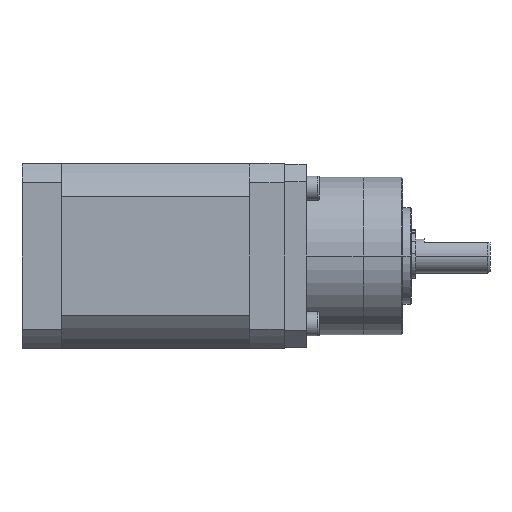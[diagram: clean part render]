
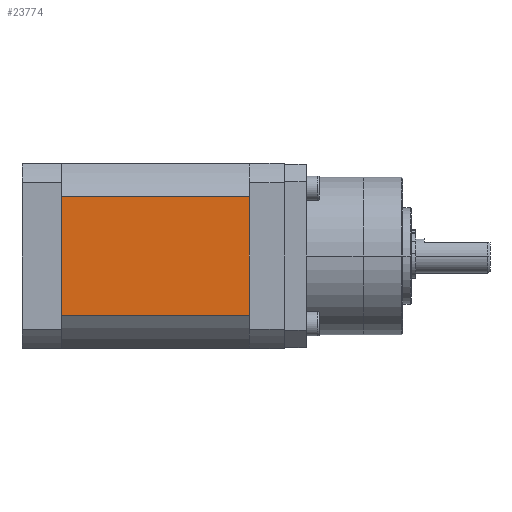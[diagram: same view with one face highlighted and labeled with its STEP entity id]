
A CAD part, left-side view. The second image highlights one B-rep face of the part: STEP entity #23774.
In plain terms, the highlighted planar face has unit normal (-1, 0, 0).
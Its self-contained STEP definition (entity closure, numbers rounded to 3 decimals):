
#449 = DIRECTION ( 'NONE',  ( 0., -1., 0. ) ) ;
#1375 = VERTEX_POINT ( 'NONE', #7085 ) ;
#1605 = CARTESIAN_POINT ( 'NONE',  ( -21.15, 0., -13.516 ) ) ;
#2387 = ORIENTED_EDGE ( 'NONE', *, *, #6044, .F. ) ;
#2619 = DIRECTION ( 'NONE',  ( 0., 0., -1. ) ) ;
#2908 = CARTESIAN_POINT ( 'NONE',  ( -21.15, 43., 21.15 ) ) ;
#4040 = CARTESIAN_POINT ( 'NONE',  ( -21.15, 0., 13.516 ) ) ;
#4512 = VERTEX_POINT ( 'NONE', #19773 ) ;
#5013 = LINE ( 'NONE', #2908, #14831 ) ;
#5915 = VECTOR ( 'NONE', #7070, 1000. ) ;
#6044 = EDGE_CURVE ( 'NONE', #7052, #1375, #19374, .T. ) ;
#6537 = VECTOR ( 'NONE', #7523, 1000. ) ;
#7052 = VERTEX_POINT ( 'NONE', #10040 ) ;
#7070 = DIRECTION ( 'NONE',  ( 0., 1., 0. ) ) ;
#7085 = CARTESIAN_POINT ( 'NONE',  ( -21.15, 0., 13.516 ) ) ;
#7423 = ORIENTED_EDGE ( 'NONE', *, *, #14275, .T. ) ;
#7523 = DIRECTION ( 'NONE',  ( 0., 0., 1. ) ) ;
#8426 = DIRECTION ( 'NONE',  ( 1., 0., 0. ) ) ;
#8791 = EDGE_CURVE ( 'NONE', #10882, #7052, #5013, .T. ) ;
#10040 = CARTESIAN_POINT ( 'NONE',  ( -21.15, 43., 13.516 ) ) ;
#10790 = ORIENTED_EDGE ( 'NONE', *, *, #11213, .F. ) ;
#10882 = VERTEX_POINT ( 'NONE', #19185 ) ;
#11015 = LINE ( 'NONE', #1605, #5915 ) ;
#11213 = EDGE_CURVE ( 'NONE', #4512, #10882, #11015, .T. ) ;
#11743 = AXIS2_PLACEMENT_3D ( 'NONE', #19930, #8426, #2619 ) ;
#14275 = EDGE_CURVE ( 'NONE', #4512, #1375, #20865, .T. ) ;
#14285 = EDGE_LOOP ( 'NONE', ( #10790, #7423, #2387, #23170 ) ) ;
#14831 = VECTOR ( 'NONE', #18122, 1000. ) ;
#15487 = VECTOR ( 'NONE', #449, 1000. ) ;
#18122 = DIRECTION ( 'NONE',  ( 0., 0., 1. ) ) ;
#19185 = CARTESIAN_POINT ( 'NONE',  ( -21.15, 43., -13.516 ) ) ;
#19374 = LINE ( 'NONE', #4040, #15487 ) ;
#19773 = CARTESIAN_POINT ( 'NONE',  ( -21.15, 0., -13.516 ) ) ;
#19811 = FACE_OUTER_BOUND ( 'NONE', #14285, .T. ) ;
#19930 = CARTESIAN_POINT ( 'NONE',  ( -21.15, 43., 21.15 ) ) ;
#20865 = LINE ( 'NONE', #24462, #6537 ) ;
#21542 = PLANE ( 'NONE',  #11743 ) ;
#23170 = ORIENTED_EDGE ( 'NONE', *, *, #8791, .F. ) ;
#23774 = ADVANCED_FACE ( 'NONE', ( #19811 ), #21542, .F. ) ;
#24462 = CARTESIAN_POINT ( 'NONE',  ( -21.15, 0., 21.15 ) ) ;
